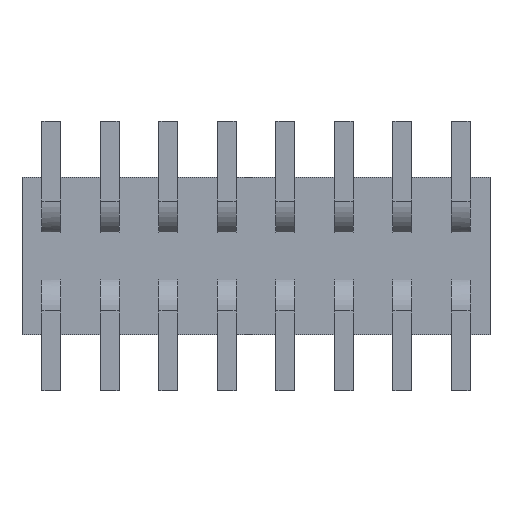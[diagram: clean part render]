
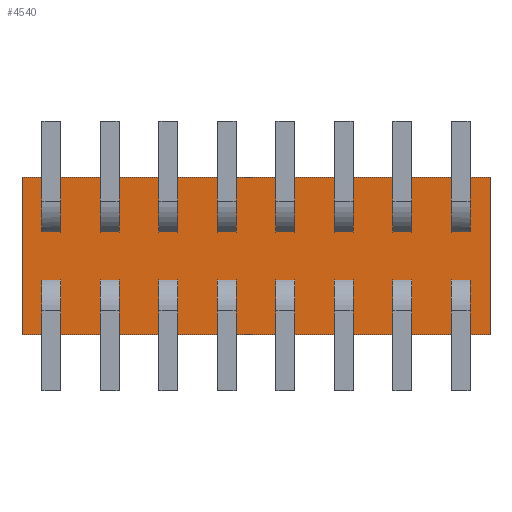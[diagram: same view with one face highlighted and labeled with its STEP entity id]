
A CAD part, front view. The second image highlights one B-rep face of the part: STEP entity #4540.
In plain terms, the highlighted planar face has unit normal (0, -1, 0).
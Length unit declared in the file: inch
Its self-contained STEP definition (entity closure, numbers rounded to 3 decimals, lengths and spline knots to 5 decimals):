
#1383=ORIENTED_EDGE('',*,*,#2013,.F.);
#1384=ORIENTED_EDGE('',*,*,#2023,.F.);
#1385=ORIENTED_EDGE('',*,*,#2020,.F.);
#1386=ORIENTED_EDGE('',*,*,#2017,.F.);
#2013=EDGE_CURVE('',#2421,#2422,#2991,.T.);
#2017=EDGE_CURVE('',#2422,#2425,#2995,.T.);
#2020=EDGE_CURVE('',#2425,#2427,#2998,.T.);
#2023=EDGE_CURVE('',#2427,#2421,#3001,.T.);
#2421=VERTEX_POINT('',#7359);
#2422=VERTEX_POINT('',#7360);
#2425=VERTEX_POINT('',#7368);
#2427=VERTEX_POINT('',#7374);
#2991=LINE('',#7358,#3565);
#2995=LINE('',#7367,#3569);
#2998=LINE('',#7373,#3572);
#3001=LINE('',#7379,#3575);
#3565=VECTOR('',#6071,39.37008);
#3569=VECTOR('',#6077,39.37008);
#3572=VECTOR('',#6082,39.37008);
#3575=VECTOR('',#6087,39.37008);
#3818=EDGE_LOOP('',(#1383,#1384,#1385,#1386));
#4060=FACE_BOUND('',#3818,.T.);
#4298=PLANE('',#4897);
#4540=ADVANCED_FACE('',(#4060),#4298,.F.);
#4897=AXIS2_PLACEMENT_3D('',#7382,#6091,#6092);
#6071=DIRECTION('',(0.,0.,1.));
#6077=DIRECTION('',(1.,0.,0.));
#6082=DIRECTION('',(0.,0.,-1.));
#6087=DIRECTION('',(-1.,0.,0.));
#6091=DIRECTION('',(0.,1.,0.));
#6092=DIRECTION('',(0.,0.,1.));
#7358=CARTESIAN_POINT('',(-0.2,0.,-0.0675));
#7359=CARTESIAN_POINT('',(-0.2,0.,-0.0675));
#7360=CARTESIAN_POINT('',(-0.2,0.,0.0675));
#7367=CARTESIAN_POINT('',(-0.2,0.,0.0675));
#7368=CARTESIAN_POINT('',(0.2,0.,0.0675));
#7373=CARTESIAN_POINT('',(0.2,0.,0.0675));
#7374=CARTESIAN_POINT('',(0.2,0.,-0.0675));
#7379=CARTESIAN_POINT('',(0.2,0.,-0.0675));
#7382=CARTESIAN_POINT('',(0.,0.,0.));
